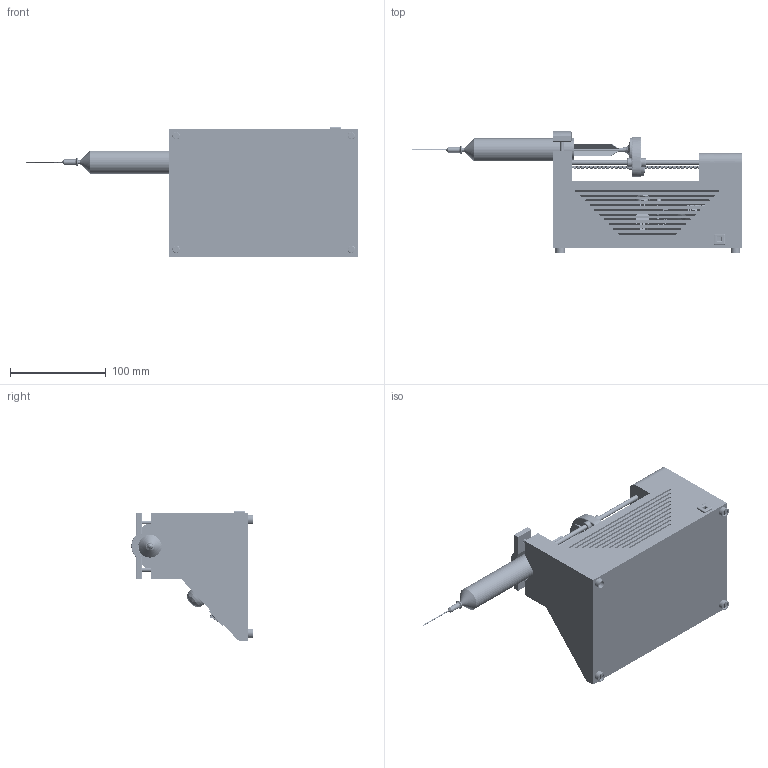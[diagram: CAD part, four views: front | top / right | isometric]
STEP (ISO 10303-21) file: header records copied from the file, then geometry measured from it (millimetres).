
FILE_DESCRIPTION(('FreeCAD Model'),'2;1');
FILE_NAME('Open CASCADE Shape Model','2025-04-29T20:17:42',('FreeCAD'),( 'FreeCAD'),'Open CASCADE STEP processor 7.6','FreeCAD','Unknown');
FILE_SCHEMA(('AUTOMOTIVE_DESIGN { 1 0 10303 214 1 1 1 1 }'));
Products named in the file (1): Open CASCADE STEP translator 7.6 1
Bounding box: 347.33 x 126.91 x 135.75 mm (x, y, z)
Volume: 424427.8 mm3; surface area: 306067.5 mm2
Topology: 62 solids, 62 shells, 6364 faces, 16853 edges, 10738 vertices
Faces by surface type: bspline 6364
Entity records: 245258 total; most frequent: CARTESIAN_POINT 148469, ORIENTED_EDGE 33380, EDGE_CURVE 16690, B_SPLINE_CURVE_WITH_KNOTS 11565, VERTEX_POINT 10736, FACE_BOUND 7170, EDGE_LOOP 7170, ADVANCED_FACE 6364
